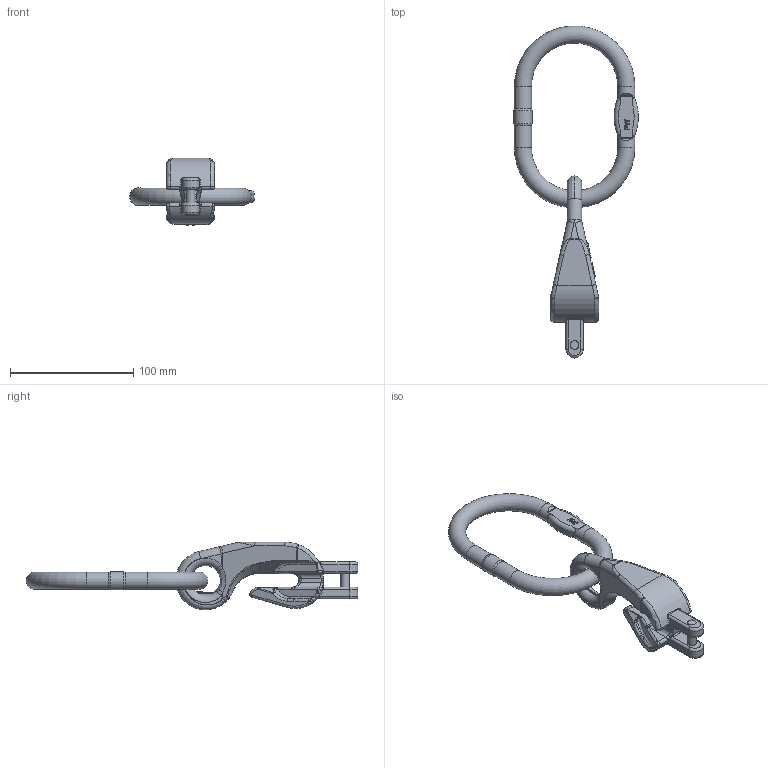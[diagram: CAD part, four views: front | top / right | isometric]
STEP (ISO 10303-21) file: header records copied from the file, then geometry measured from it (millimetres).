
FILE_DESCRIPTION(/* description */ (''),/* implementation_level */ '2;1');
FILE_NAME(/* name */ 'VMXKW1-7 Kundenmodell.stp',/* time_stamp */ '2017-11-08T15:49:34+01:00',/* author */ (''),/* organization */ (''),/* preprocessor_version */ 'ST-DEVELOPER v16',/* originating_system */ 'SIEMENS PLM Software NX 11.0',/* authorisation */ '');
FILE_SCHEMA (('AUTOMOTIVE_DESIGN { 1 0 10303 214 3 1 1 1 }'));
Length unit declared in the file: millimetre
Products named in the file (1): zer27EC82323oum
Bounding box: 101.29 x 269.89 x 55 mm (x, y, z)
Volume: 144302.3 mm3; surface area: 36919.7 mm2
Topology: 3 solids, 3 shells, 610 faces, 1543 edges, 954 vertices
Faces by surface type: plane 224, bspline 116, extrusion 111, cylinder 106, torus 35, sphere 12, cone 6
Full cylindrical faces by diameter (mm): 7 x3, 14 x4, 15.05 x1
Entity records: 22283 total; most frequent: CARTESIAN_POINT 8903, ORIENTED_EDGE 3034, DIRECTION 2232, EDGE_CURVE 1517, VERTEX_POINT 950, AXIS2_PLACEMENT_3D 770, VECTOR 692, EDGE_LOOP 655
